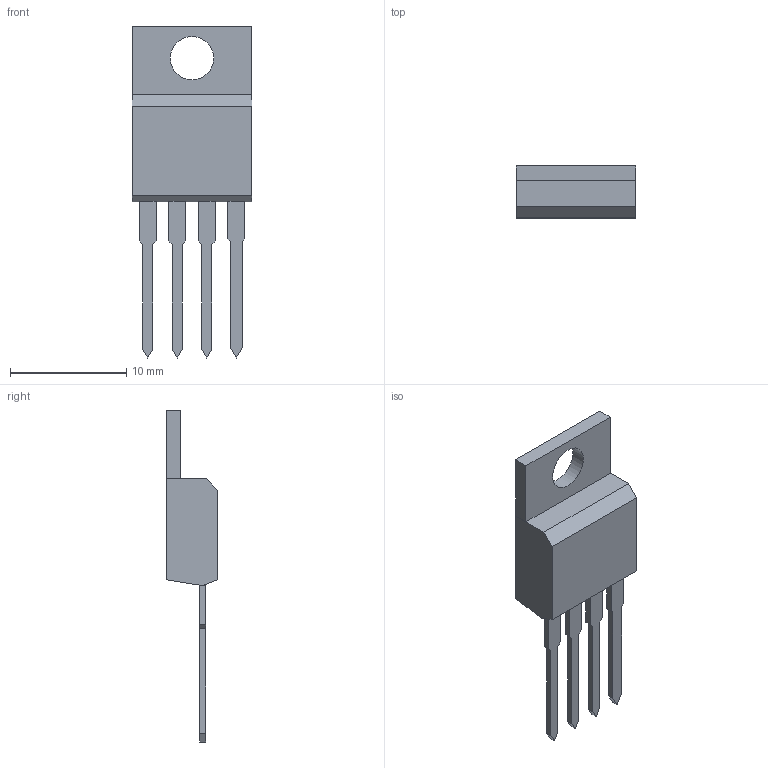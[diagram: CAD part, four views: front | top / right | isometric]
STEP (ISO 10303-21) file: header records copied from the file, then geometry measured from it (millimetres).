
FILE_DESCRIPTION(('FreeCAD Model'),'2;1');
FILE_NAME('TO-220-4_Vertical.step','2018-04-07T17:16:27',('kicad StepUp'),( 'ksu MCAD'),'Open CASCADE STEP processor 6.8','FreeCAD','Unknown');
FILE_SCHEMA(('AUTOMOTIVE_DESIGN_CC2 { 1 2 10303 214 -1 1 5 4 }'));
Length unit declared in the file: millimetre
Products named in the file (1): TO-220-4_Vertical
Bounding box: 10.25 x 4.46 x 28.52 mm (x, y, z)
Volume: 494.7 mm3; surface area: 638.8 mm2
Topology: 1 solids, 1 shells, 59 faces, 171 edges, 114 vertices
Faces by surface type: plane 58, cylinder 1
Full cylindrical faces by diameter (mm): 3.735 x1
Entity records: 1358 total; most frequent: ORIENTED_EDGE 266, EDGE_CURVE 171, LINE 164, CARTESIAN_POINT 157, VERTEX_POINT 114, AXIS2_PLACEMENT_3D 61, FACE_BOUND 61, EDGE_LOOP 61
